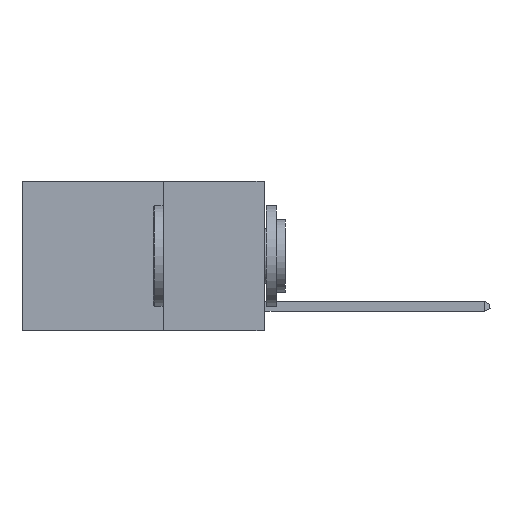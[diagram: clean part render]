
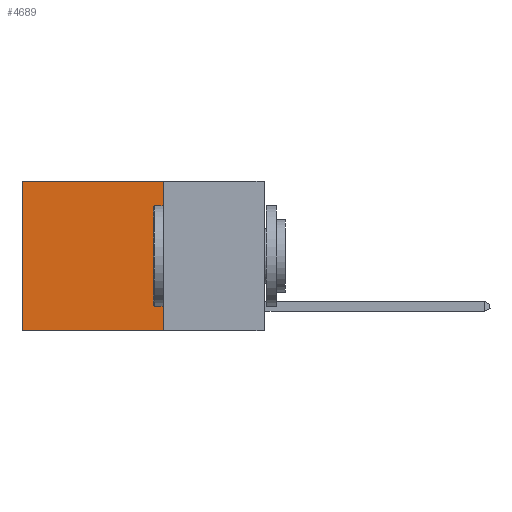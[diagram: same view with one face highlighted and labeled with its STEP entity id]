
A CAD part, left-side view. The second image highlights one B-rep face of the part: STEP entity #4689.
In plain terms, the highlighted planar face has unit normal (-1, 0, 0).
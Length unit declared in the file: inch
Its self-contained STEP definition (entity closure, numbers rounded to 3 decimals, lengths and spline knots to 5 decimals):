
#888 = LINE ( 'NONE', #18375, #17534 ) ;
#2414 = ORIENTED_EDGE ( 'NONE', *, *, #20290, .T. ) ;
#2655 = VECTOR ( 'NONE', #3030, 39.37008 ) ;
#3030 = DIRECTION ( 'NONE',  ( 0., 0., -1. ) ) ;
#3434 = ORIENTED_EDGE ( 'NONE', *, *, #16260, .T. ) ;
#3441 = CARTESIAN_POINT ( 'NONE',  ( 0.2625, 0.25, 0. ) ) ;
#3456 = CARTESIAN_POINT ( 'NONE',  ( 0.2625, 0.6, -0.37 ) ) ;
#4689 = ADVANCED_FACE ( 'NONE', ( #13990 ), #17513, .F. ) ;
#4801 = DIRECTION ( 'NONE',  ( 0., 0., -1. ) ) ;
#5748 = CARTESIAN_POINT ( 'NONE',  ( 0.2625, 0.25, 0. ) ) ;
#6247 = EDGE_LOOP ( 'NONE', ( #3434, #6452, #20533, #2414 ) ) ;
#6452 = ORIENTED_EDGE ( 'NONE', *, *, #10052, .F. ) ;
#7814 = EDGE_CURVE ( 'NONE', #13672, #13362, #888, .T. ) ;
#8462 = CARTESIAN_POINT ( 'NONE',  ( 0.2625, 0.6, 0. ) ) ;
#10052 = EDGE_CURVE ( 'NONE', #13362, #22199, #19389, .T. ) ;
#10457 = VECTOR ( 'NONE', #12834, 39.37008 ) ;
#10667 = DIRECTION ( 'NONE',  ( 0., 1., 0. ) ) ;
#11087 = DIRECTION ( 'NONE',  ( 0., 0., -1. ) ) ;
#12352 = LINE ( 'NONE', #13688, #20392 ) ;
#12834 = DIRECTION ( 'NONE',  ( 0., 1., 0. ) ) ;
#13362 = VERTEX_POINT ( 'NONE', #17470 ) ;
#13672 = VERTEX_POINT ( 'NONE', #3441 ) ;
#13688 = CARTESIAN_POINT ( 'NONE',  ( 0.2625, 0.25, 0. ) ) ;
#13990 = FACE_OUTER_BOUND ( 'NONE', #6247, .T. ) ;
#14326 = DIRECTION ( 'NONE',  ( 1., 0., 0. ) ) ;
#16260 = EDGE_CURVE ( 'NONE', #20652, #22199, #21972, .T. ) ;
#17470 = CARTESIAN_POINT ( 'NONE',  ( 0.2625, 0.25, -0.37 ) ) ;
#17513 = PLANE ( 'NONE',  #21710 ) ;
#17534 = VECTOR ( 'NONE', #4801, 39.37008 ) ;
#18031 = CARTESIAN_POINT ( 'NONE',  ( 0.2625, 0.25, -0.37 ) ) ;
#18375 = CARTESIAN_POINT ( 'NONE',  ( 0.2625, 0.25, 0. ) ) ;
#19389 = LINE ( 'NONE', #18031, #10457 ) ;
#20290 = EDGE_CURVE ( 'NONE', #13672, #20652, #12352, .T. ) ;
#20392 = VECTOR ( 'NONE', #10667, 39.37008 ) ;
#20533 = ORIENTED_EDGE ( 'NONE', *, *, #7814, .F. ) ;
#20652 = VERTEX_POINT ( 'NONE', #22163 ) ;
#21710 = AXIS2_PLACEMENT_3D ( 'NONE', #5748, #14326, #11087 ) ;
#21972 = LINE ( 'NONE', #8462, #2655 ) ;
#22163 = CARTESIAN_POINT ( 'NONE',  ( 0.2625, 0.6, 0. ) ) ;
#22199 = VERTEX_POINT ( 'NONE', #3456 ) ;
